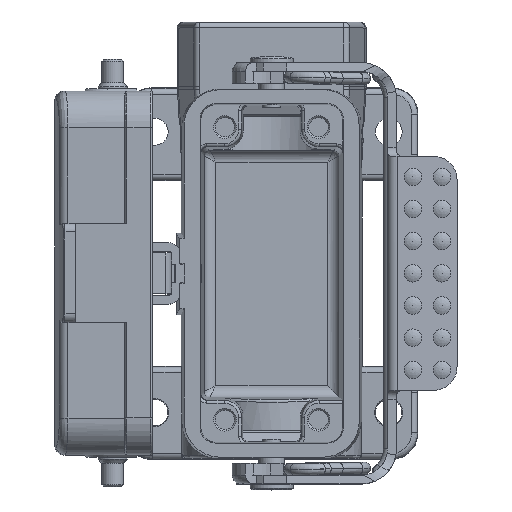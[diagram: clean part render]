
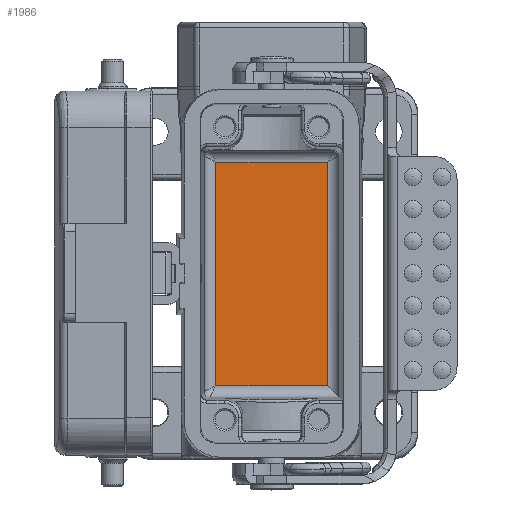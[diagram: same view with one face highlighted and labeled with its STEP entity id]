
A CAD part, top view. The second image highlights one B-rep face of the part: STEP entity #1986.
In plain terms, the highlighted planar face has unit normal (0, 0, 1).
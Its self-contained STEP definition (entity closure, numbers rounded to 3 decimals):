
#792=PLANE('',#21530);
#1986=ADVANCED_FACE('',(#3640),#792,.F.);
#3640=FACE_OUTER_BOUND('',#4761,.T.);
#4761=EDGE_LOOP('',(#9768,#9769,#9770,#9771));
#6502=LINE('',#33436,#7986);
#6503=LINE('',#33439,#7987);
#6504=LINE('',#33441,#7988);
#6505=LINE('',#33443,#7989);
#7986=VECTOR('',#23927,1.);
#7987=VECTOR('',#23928,1.);
#7988=VECTOR('',#23929,1.);
#7989=VECTOR('',#23930,1.);
#9768=ORIENTED_EDGE('',*,*,#17919,.T.);
#9769=ORIENTED_EDGE('',*,*,#17920,.T.);
#9770=ORIENTED_EDGE('',*,*,#17921,.T.);
#9771=ORIENTED_EDGE('',*,*,#17922,.T.);
#15844=VERTEX_POINT('',#33437);
#15845=VERTEX_POINT('',#33438);
#15846=VERTEX_POINT('',#33440);
#15847=VERTEX_POINT('',#33442);
#17919=EDGE_CURVE('',#15844,#15845,#6502,.T.);
#17920=EDGE_CURVE('',#15845,#15846,#6503,.T.);
#17921=EDGE_CURVE('',#15846,#15847,#6504,.T.);
#17922=EDGE_CURVE('',#15847,#15844,#6505,.T.);
#21530=AXIS2_PLACEMENT_3D('',#33444,#23931,#23932);
#23927=DIRECTION('',(0.,-1.,0.));
#23928=DIRECTION('',(1.,0.,0.));
#23929=DIRECTION('',(0.,1.,0.));
#23930=DIRECTION('',(-1.,0.,0.));
#23931=DIRECTION('',(0.,0.,-1.));
#23932=DIRECTION('',(0.,-1.,0.));
#33436=CARTESIAN_POINT('',(-9.567,-21.088,-23.15));
#33437=CARTESIAN_POINT('',(-9.567,19.117,-23.15));
#33438=CARTESIAN_POINT('',(-9.567,-19.117,-23.15));
#33439=CARTESIAN_POINT('',(-9.6,-19.117,-23.15));
#33440=CARTESIAN_POINT('',(9.567,-19.117,-23.15));
#33441=CARTESIAN_POINT('',(9.567,21.088,-23.15));
#33442=CARTESIAN_POINT('',(9.567,19.117,-23.15));
#33443=CARTESIAN_POINT('',(-11.538,19.117,-23.15));
#33444=CARTESIAN_POINT('',(-9.6,26.35,-23.15));
